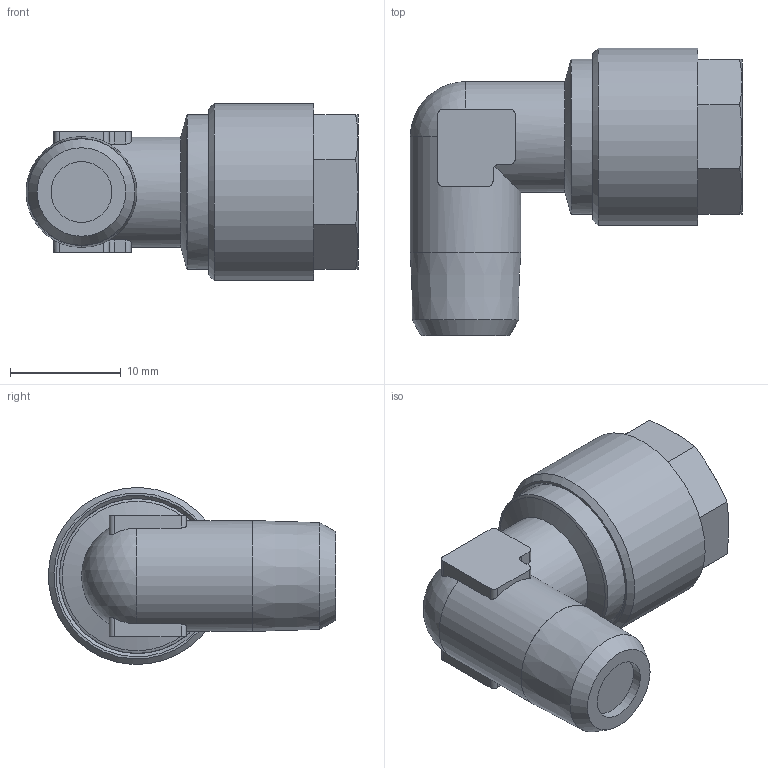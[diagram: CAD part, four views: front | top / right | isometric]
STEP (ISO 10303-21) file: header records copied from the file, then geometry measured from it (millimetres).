
FILE_DESCRIPTION(/* description */ (''),/* implementation_level */ '2;1');
FILE_NAME(/* name */ 'gck_188_msv.stp',/* time_stamp */ '2016-06-21T15:00:21+02:00',/* author */ ('hamoud'),/* organization */ (''),/* preprocessor_version */ 'ST-DEVELOPER v15.6',/* originating_system */ 'Autodesk Inventor LT ',/* authorisation */ '');
FILE_SCHEMA (('AUTOMOTIVE_DESIGN { 1 0 10303 214 3 1 1 }'));
Length unit declared in the file: millimetre
Products named in the file (1): gck_188_msv
Bounding box: 30.01 x 25.95 x 15.98 mm (x, y, z)
Volume: 4908.8 mm3; surface area: 2047.1 mm2
Topology: 1 solids, 3 shells, 69 faces, 164 edges, 105 vertices
Faces by surface type: plane 30, cone 18, cylinder 18, torus 2, sphere 1
Full cylindrical faces by diameter (mm): 5.5 x1, 10 x2, 10.2 x1, 14 x1, 16 x1
Entity records: 1979 total; most frequent: CARTESIAN_POINT 477, DIRECTION 302, ORIENTED_EDGE 288, EDGE_CURVE 144, AXIS2_PLACEMENT_3D 120, VERTEX_POINT 99, EDGE_LOOP 87, FACE_OUTER_BOUND 69
